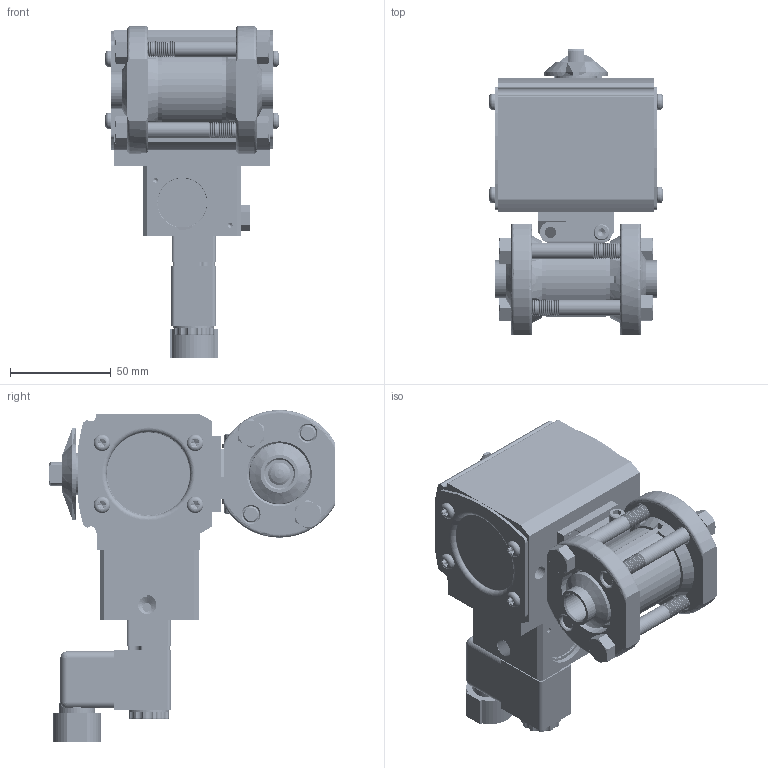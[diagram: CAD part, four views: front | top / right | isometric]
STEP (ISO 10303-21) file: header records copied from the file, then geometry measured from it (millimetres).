
FILE_DESCRIPTION (( 'STEP AP203' ), '1' );
FILE_NAME ('24XXSWFA512D4GPDC.step', '2018-09-04T19:05:54', ( '' ), ( '' ), 'SwSTEP 2.0', 'SolidWorks 2018', '' );
FILE_SCHEMA (( 'CONFIG_CONTROL_DESIGN' ));
Products named in the file (1): 24XXSWFA512D4GPDC
Bounding box: 86.49 x 142.33 x 165.15 mm (x, y, z)
Volume: 443732.1 mm3; surface area: 167617.9 mm2
Topology: 47 solids, 47 shells, 3971 faces, 10655 edges, 6784 vertices
Faces by surface type: cylinder 1794, cone 1181, plane 645, torus 181, bspline 164, sphere 6
Entity records: 192444 total; most frequent: CARTESIAN_POINT 96827, ORIENTED_EDGE 20966, DIRECTION 19737, EDGE_CURVE 10483, AXIS2_PLACEMENT_3D 7949, VERTEX_POINT 6780, EDGE_LOOP 4283, CIRCLE 4141
